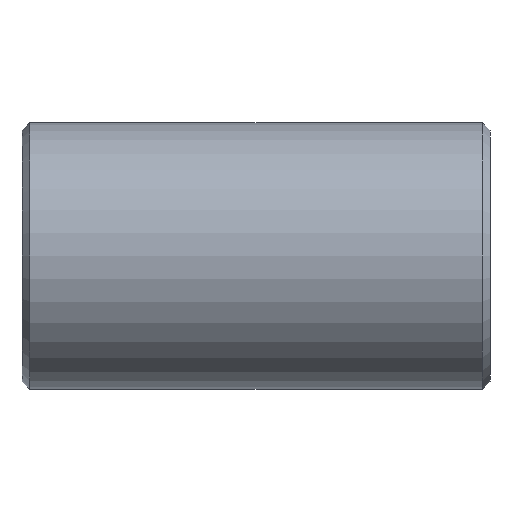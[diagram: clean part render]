
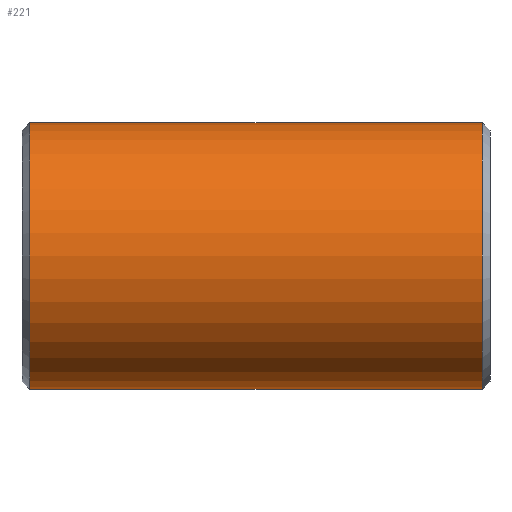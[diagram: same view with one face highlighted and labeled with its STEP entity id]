
A CAD part, front view. The second image highlights one B-rep face of the part: STEP entity #221.
In plain terms, the highlighted cylindrical face has radius 70.65 mm (diameter 141.3 mm), a partial arc.
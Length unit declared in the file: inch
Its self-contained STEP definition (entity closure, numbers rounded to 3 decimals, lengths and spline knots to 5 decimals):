
#10 = EDGE_LOOP ( 'NONE', ( #593, #509, #539, #466, #292, #253 ) ) ;
#19 = CIRCLE ( 'NONE', #191, 2.7815 ) ;
#36 = CARTESIAN_POINT ( 'NONE',  ( 0., 0., 2.7815 ) ) ;
#53 = CARTESIAN_POINT ( 'NONE',  ( 0., 0., -2.7815 ) ) ;
#56 = CARTESIAN_POINT ( 'NONE',  ( -4.71333, 0., -2.7815 ) ) ;
#64 = EDGE_CURVE ( 'NONE', #166, #474, #296, .T. ) ;
#76 = AXIS2_PLACEMENT_3D ( 'NONE', #307, #488, #399 ) ;
#78 = VECTOR ( 'NONE', #428, 39.37008 ) ;
#124 = CYLINDRICAL_SURFACE ( 'NONE', #76, 2.7815 ) ;
#166 = VERTEX_POINT ( 'NONE', #36 ) ;
#188 = EDGE_CURVE ( 'NONE', #408, #166, #442, .T. ) ;
#191 = AXIS2_PLACEMENT_3D ( 'NONE', #195, #273, #410 ) ;
#195 = CARTESIAN_POINT ( 'NONE',  ( 4.71333, 0., 0. ) ) ;
#217 = CARTESIAN_POINT ( 'NONE',  ( 4.88, 0., 2.7815 ) ) ;
#221 = ADVANCED_FACE ( 'NONE', ( #535 ), #124, .T. ) ;
#223 = CARTESIAN_POINT ( 'NONE',  ( 4.88, 0., 2.7815 ) ) ;
#236 = CARTESIAN_POINT ( 'NONE',  ( -4.71333, 0., 0. ) ) ;
#243 = DIRECTION ( 'NONE',  ( 1., 0., 0. ) ) ;
#246 = DIRECTION ( 'NONE',  ( 0., 0., 1. ) ) ;
#253 = ORIENTED_EDGE ( 'NONE', *, *, #500, .F. ) ;
#263 = EDGE_CURVE ( 'NONE', #584, #408, #19, .T. ) ;
#273 = DIRECTION ( 'NONE',  ( -1., 0., 0. ) ) ;
#292 = ORIENTED_EDGE ( 'NONE', *, *, #388, .T. ) ;
#294 = DIRECTION ( 'NONE',  ( -1., 0., 0. ) ) ;
#296 = LINE ( 'NONE', #217, #353 ) ;
#303 = VERTEX_POINT ( 'NONE', #56 ) ;
#307 = CARTESIAN_POINT ( 'NONE',  ( 4.88, 0., 0. ) ) ;
#329 = AXIS2_PLACEMENT_3D ( 'NONE', #236, #243, #246 ) ;
#332 = CARTESIAN_POINT ( 'NONE',  ( 4.88, 0., -2.7815 ) ) ;
#353 = VECTOR ( 'NONE', #432, 39.37008 ) ;
#368 = VERTEX_POINT ( 'NONE', #53 ) ;
#376 = CARTESIAN_POINT ( 'NONE',  ( -4.71333, 0., 2.7815 ) ) ;
#381 = VECTOR ( 'NONE', #294, 39.37008 ) ;
#388 = EDGE_CURVE ( 'NONE', #474, #303, #590, .T. ) ;
#395 = DIRECTION ( 'NONE',  ( -1., 0., 0. ) ) ;
#399 = DIRECTION ( 'NONE',  ( 0., 0., 1. ) ) ;
#408 = VERTEX_POINT ( 'NONE', #475 ) ;
#410 = DIRECTION ( 'NONE',  ( 0., 0., -1. ) ) ;
#428 = DIRECTION ( 'NONE',  ( -1., 0., 0. ) ) ;
#432 = DIRECTION ( 'NONE',  ( -1., 0., 0. ) ) ;
#442 = LINE ( 'NONE', #223, #483 ) ;
#463 = CARTESIAN_POINT ( 'NONE',  ( 4.71333, 0., -2.7815 ) ) ;
#466 = ORIENTED_EDGE ( 'NONE', *, *, #64, .T. ) ;
#473 = CARTESIAN_POINT ( 'NONE',  ( 4.88, 0., -2.7815 ) ) ;
#474 = VERTEX_POINT ( 'NONE', #376 ) ;
#475 = CARTESIAN_POINT ( 'NONE',  ( 4.71333, 0., 2.7815 ) ) ;
#483 = VECTOR ( 'NONE', #395, 39.37008 ) ;
#484 = EDGE_CURVE ( 'NONE', #584, #368, #562, .T. ) ;
#488 = DIRECTION ( 'NONE',  ( -1., 0., 0. ) ) ;
#500 = EDGE_CURVE ( 'NONE', #368, #303, #517, .T. ) ;
#509 = ORIENTED_EDGE ( 'NONE', *, *, #263, .T. ) ;
#517 = LINE ( 'NONE', #473, #78 ) ;
#535 = FACE_OUTER_BOUND ( 'NONE', #10, .T. ) ;
#539 = ORIENTED_EDGE ( 'NONE', *, *, #188, .T. ) ;
#562 = LINE ( 'NONE', #332, #381 ) ;
#584 = VERTEX_POINT ( 'NONE', #463 ) ;
#590 = CIRCLE ( 'NONE', #329, 2.7815 ) ;
#593 = ORIENTED_EDGE ( 'NONE', *, *, #484, .F. ) ;
